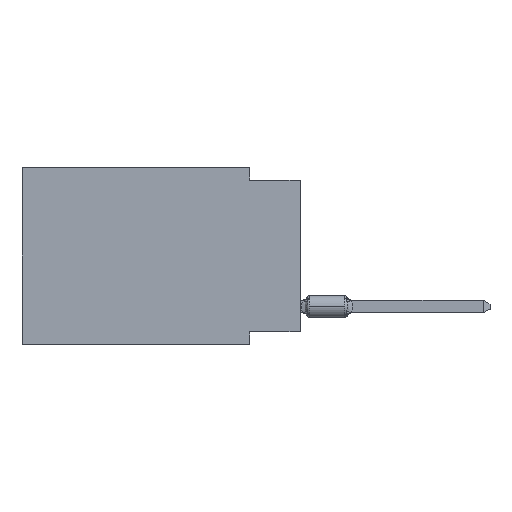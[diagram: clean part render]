
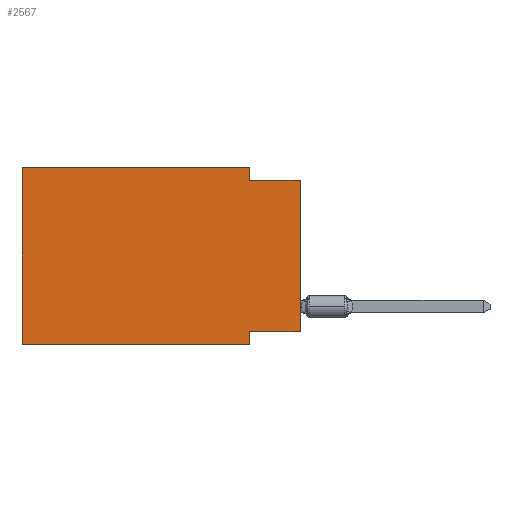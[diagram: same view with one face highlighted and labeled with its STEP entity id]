
A CAD part, left-side view. The second image highlights one B-rep face of the part: STEP entity #2567.
In plain terms, the highlighted planar face has unit normal (-1, 0, 0).
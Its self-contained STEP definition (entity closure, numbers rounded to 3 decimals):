
#44 = EDGE_CURVE ( 'NONE', #9821, #6620, #12243, .T. ) ;
#529 = ORIENTED_EDGE ( 'NONE', *, *, #8661, .F. ) ;
#1236 = VECTOR ( 'NONE', #9283, 1000. ) ;
#1284 = EDGE_CURVE ( 'NONE', #1883, #13062, #11577, .T. ) ;
#1818 = VECTOR ( 'NONE', #14561, 1000. ) ;
#1883 = VERTEX_POINT ( 'NONE', #9083 ) ;
#1938 = LINE ( 'NONE', #10436, #15899 ) ;
#2567 = ADVANCED_FACE ( 'NONE', ( #11282 ), #3693, .F. ) ;
#2603 = VERTEX_POINT ( 'NONE', #2769 ) ;
#2769 = CARTESIAN_POINT ( 'NONE',  ( 0., 13.97, 0. ) ) ;
#2860 = CARTESIAN_POINT ( 'NONE',  ( 0., 2.54, -8.255 ) ) ;
#3126 = VERTEX_POINT ( 'NONE', #2860 ) ;
#3346 = VECTOR ( 'NONE', #16094, 1000. ) ;
#3693 = PLANE ( 'NONE',  #4094 ) ;
#3726 = ORIENTED_EDGE ( 'NONE', *, *, #3917, .F. ) ;
#3917 = EDGE_CURVE ( 'NONE', #10203, #2603, #4547, .T. ) ;
#3936 = ORIENTED_EDGE ( 'NONE', *, *, #14412, .F. ) ;
#4046 = EDGE_CURVE ( 'NONE', #2603, #1883, #6109, .T. ) ;
#4094 = AXIS2_PLACEMENT_3D ( 'NONE', #11367, #6252, #5014 ) ;
#4168 = DIRECTION ( 'NONE',  ( 0., 1., 0. ) ) ;
#4237 = ORIENTED_EDGE ( 'NONE', *, *, #7122, .T. ) ;
#4322 = LINE ( 'NONE', #14306, #1236 ) ;
#4496 = CARTESIAN_POINT ( 'NONE',  ( 0., 0., 0. ) ) ;
#4547 = LINE ( 'NONE', #13192, #16000 ) ;
#4923 = ORIENTED_EDGE ( 'NONE', *, *, #44, .T. ) ;
#5014 = DIRECTION ( 'NONE',  ( 0., 0., -1. ) ) ;
#5091 = LINE ( 'NONE', #10192, #5205 ) ;
#5205 = VECTOR ( 'NONE', #15381, 1000. ) ;
#5806 = VECTOR ( 'NONE', #10343, 1000. ) ;
#6109 = LINE ( 'NONE', #14932, #3346 ) ;
#6252 = DIRECTION ( 'NONE',  ( 1., 0., 0. ) ) ;
#6620 = VERTEX_POINT ( 'NONE', #14955 ) ;
#7122 = EDGE_CURVE ( 'NONE', #10203, #14779, #15408, .T. ) ;
#8236 = CARTESIAN_POINT ( 'NONE',  ( 0., 13.97, -8.89 ) ) ;
#8530 = CARTESIAN_POINT ( 'NONE',  ( 0., 2.54, -0.635 ) ) ;
#8661 = EDGE_CURVE ( 'NONE', #9821, #3126, #1938, .T. ) ;
#9083 = CARTESIAN_POINT ( 'NONE',  ( 0., 2.54, 0. ) ) ;
#9245 = DIRECTION ( 'NONE',  ( 0., 0., 1. ) ) ;
#9283 = DIRECTION ( 'NONE',  ( 0., -1., 0. ) ) ;
#9471 = DIRECTION ( 'NONE',  ( 0., -1., 0. ) ) ;
#9821 = VERTEX_POINT ( 'NONE', #12781 ) ;
#10192 = CARTESIAN_POINT ( 'NONE',  ( 0., 2.54, -8.89 ) ) ;
#10203 = VERTEX_POINT ( 'NONE', #15325 ) ;
#10343 = DIRECTION ( 'NONE',  ( 0., 0., -1. ) ) ;
#10436 = CARTESIAN_POINT ( 'NONE',  ( 0., 0., -8.255 ) ) ;
#11282 = FACE_OUTER_BOUND ( 'NONE', #12558, .T. ) ;
#11367 = CARTESIAN_POINT ( 'NONE',  ( 0., 13.97, 0. ) ) ;
#11577 = LINE ( 'NONE', #15289, #5806 ) ;
#11760 = ORIENTED_EDGE ( 'NONE', *, *, #1284, .F. ) ;
#12168 = VECTOR ( 'NONE', #9471, 1000. ) ;
#12243 = LINE ( 'NONE', #4496, #1818 ) ;
#12558 = EDGE_LOOP ( 'NONE', ( #4923, #3936, #11760, #13651, #3726, #4237, #15426, #529 ) ) ;
#12781 = CARTESIAN_POINT ( 'NONE',  ( 0., 0., -8.255 ) ) ;
#13062 = VERTEX_POINT ( 'NONE', #8530 ) ;
#13192 = CARTESIAN_POINT ( 'NONE',  ( 0., 13.97, 0. ) ) ;
#13651 = ORIENTED_EDGE ( 'NONE', *, *, #4046, .F. ) ;
#13882 = CARTESIAN_POINT ( 'NONE',  ( 0., 2.54, -8.89 ) ) ;
#14306 = CARTESIAN_POINT ( 'NONE',  ( 0., 0., -0.635 ) ) ;
#14368 = EDGE_CURVE ( 'NONE', #3126, #14779, #5091, .T. ) ;
#14412 = EDGE_CURVE ( 'NONE', #13062, #6620, #4322, .T. ) ;
#14561 = DIRECTION ( 'NONE',  ( 0., 0., 1. ) ) ;
#14779 = VERTEX_POINT ( 'NONE', #13882 ) ;
#14932 = CARTESIAN_POINT ( 'NONE',  ( 0., 13.97, 0. ) ) ;
#14955 = CARTESIAN_POINT ( 'NONE',  ( 0., 0., -0.635 ) ) ;
#15289 = CARTESIAN_POINT ( 'NONE',  ( 0., 2.54, 0. ) ) ;
#15325 = CARTESIAN_POINT ( 'NONE',  ( 0., 13.97, -8.89 ) ) ;
#15381 = DIRECTION ( 'NONE',  ( 0., 0., -1. ) ) ;
#15408 = LINE ( 'NONE', #8236, #12168 ) ;
#15426 = ORIENTED_EDGE ( 'NONE', *, *, #14368, .F. ) ;
#15899 = VECTOR ( 'NONE', #4168, 1000. ) ;
#16000 = VECTOR ( 'NONE', #9245, 1000. ) ;
#16094 = DIRECTION ( 'NONE',  ( 0., -1., 0. ) ) ;
